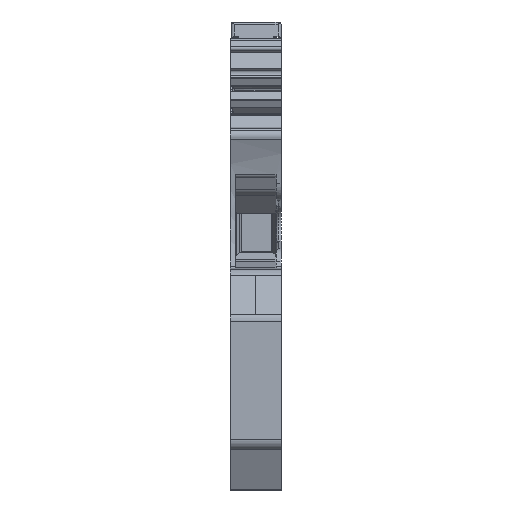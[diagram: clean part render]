
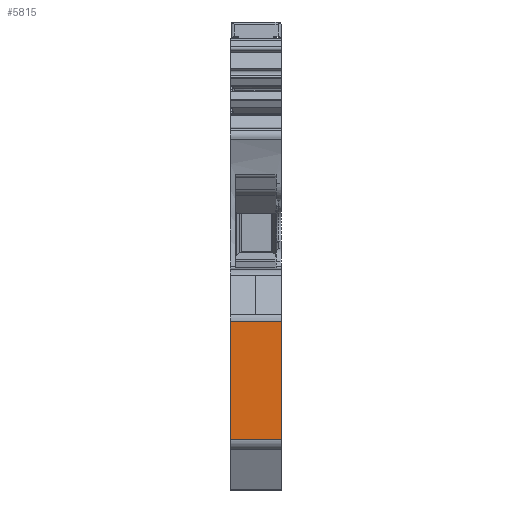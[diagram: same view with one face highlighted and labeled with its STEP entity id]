
A CAD part, front view. The second image highlights one B-rep face of the part: STEP entity #5815.
In plain terms, the highlighted planar face has unit normal (0, -1, 0).
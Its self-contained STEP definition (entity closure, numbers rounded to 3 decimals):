
#5788=AXIS2_PLACEMENT_3D('Plane Axis2P3D',#5785,#5786,#5787) ;
#5763=CARTESIAN_POINT('Vertex',(0.,0.,16.516)) ;
#5766=CARTESIAN_POINT('Line Origine',(2.515,0.,16.516)) ;
#5770=CARTESIAN_POINT('Vertex',(5.03,0.,16.516)) ;
#5785=CARTESIAN_POINT('Axis2P3D Location',(0.,0.,4.93)) ;
#5790=CARTESIAN_POINT('Line Origine',(0.,0.,10.723)) ;
#5794=CARTESIAN_POINT('Vertex',(0.,0.,4.93)) ;
#5797=CARTESIAN_POINT('Line Origine',(2.515,0.,4.93)) ;
#5801=CARTESIAN_POINT('Vertex',(5.03,0.,4.93)) ;
#5804=CARTESIAN_POINT('Line Origine',(5.03,0.,10.723)) ;
#5767=DIRECTION('Vector Direction',(1.,0.,0.)) ;
#5786=DIRECTION('Axis2P3D Direction',(0.,1.,0.)) ;
#5787=DIRECTION('Axis2P3D XDirection',(0.,0.,1.)) ;
#5791=DIRECTION('Vector Direction',(0.,0.,1.)) ;
#5798=DIRECTION('Vector Direction',(1.,0.,0.)) ;
#5805=DIRECTION('Vector Direction',(0.,0.,1.)) ;
#5768=VECTOR('Line Direction',#5767,1.) ;
#5792=VECTOR('Line Direction',#5791,1.) ;
#5799=VECTOR('Line Direction',#5798,1.) ;
#5806=VECTOR('Line Direction',#5805,1.) ;
#5810=ORIENTED_EDGE('',*,*,#5772,.F.) ;
#5811=ORIENTED_EDGE('',*,*,#5796,.T.) ;
#5812=ORIENTED_EDGE('',*,*,#5803,.T.) ;
#5813=ORIENTED_EDGE('',*,*,#5808,.F.) ;
#5815=ADVANCED_FACE('KLTR',(#5814),#5789,.F.) ;
#5772=EDGE_CURVE('',#5764,#5771,#5769,.T.) ;
#5796=EDGE_CURVE('',#5764,#5795,#5793,.F.) ;
#5803=EDGE_CURVE('',#5795,#5802,#5800,.T.) ;
#5808=EDGE_CURVE('',#5771,#5802,#5807,.F.) ;
#5809=EDGE_LOOP('',(#5810,#5811,#5812,#5813)) ;
#5814=FACE_OUTER_BOUND('',#5809,.T.) ;
#5769=LINE('Line',#5766,#5768) ;
#5793=LINE('Line',#5790,#5792) ;
#5800=LINE('Line',#5797,#5799) ;
#5807=LINE('Line',#5804,#5806) ;
#5789=PLANE('',#5788) ;
#5764=VERTEX_POINT('',#5763) ;
#5771=VERTEX_POINT('',#5770) ;
#5795=VERTEX_POINT('',#5794) ;
#5802=VERTEX_POINT('',#5801) ;
